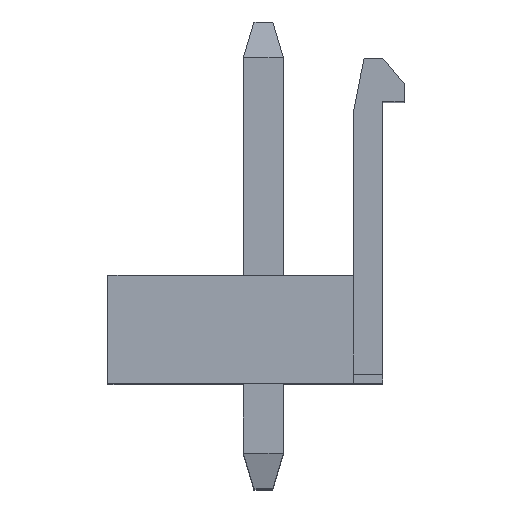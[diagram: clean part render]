
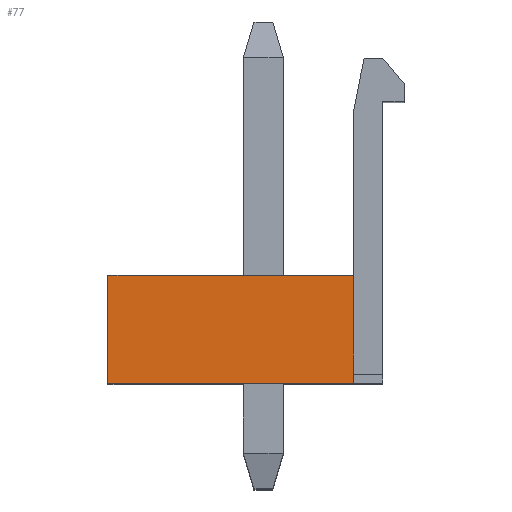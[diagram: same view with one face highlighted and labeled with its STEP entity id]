
A CAD part, top view. The second image highlights one B-rep face of the part: STEP entity #77.
In plain terms, the highlighted planar face has unit normal (0, 0, 1).
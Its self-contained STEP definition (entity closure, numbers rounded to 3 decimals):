
#77=ADVANCED_FACE('',(#289),#290,.T.);
#289=FACE_OUTER_BOUND('',#643,.T.);
#290=PLANE('',#644);
#643=EDGE_LOOP('',(#1240,#1241,#1242,#1243));
#644=AXIS2_PLACEMENT_3D('',#1244,#1245,#1246);
#1240=ORIENTED_EDGE('',*,*,#2400,.T.);
#1241=ORIENTED_EDGE('',*,*,#2371,.T.);
#1242=ORIENTED_EDGE('',*,*,#2401,.T.);
#1243=ORIENTED_EDGE('',*,*,#2249,.F.);
#1244=CARTESIAN_POINT('',(0.0,0.0,13.86));
#1245=DIRECTION('',(0.0,0.0,1.0));
#1246=DIRECTION('',(1.0,0.0,0.0));
#2249=EDGE_CURVE('',#2657,#2659,#2660,.T.);
#2371=EDGE_CURVE('',#2882,#2880,#2883,.T.);
#2400=EDGE_CURVE('',#2657,#2882,#2928,.T.);
#2401=EDGE_CURVE('',#2880,#2659,#2929,.T.);
#2657=VERTEX_POINT('',#3316);
#2659=VERTEX_POINT('',#3319);
#2660=LINE('',#3320,#3321);
#2880=VERTEX_POINT('',#3661);
#2882=VERTEX_POINT('',#3664);
#2883=LINE('',#3665,#3666);
#2928=LINE('',#3739,#3740);
#2929=LINE('',#3741,#3742);
#3316=CARTESIAN_POINT('',(0.0,1.37,13.86));
#3319=CARTESIAN_POINT('',(7.0,1.37,13.86));
#3320=CARTESIAN_POINT('',(0.0,1.37,13.86));
#3321=VECTOR('',#4365,7.0);
#3661=CARTESIAN_POINT('',(7.0,-1.7,13.86));
#3664=CARTESIAN_POINT('',(0.0,-1.7,13.86));
#3665=CARTESIAN_POINT('',(0.0,-1.7,13.86));
#3666=VECTOR('',#4487,7.0);
#3739=CARTESIAN_POINT('',(0.0,1.37,13.86));
#3740=VECTOR('',#4516,3.07);
#3741=CARTESIAN_POINT('',(7.0,-1.7,13.86));
#3742=VECTOR('',#4517,3.07);
#4365=DIRECTION('',(1.0,0.0,0.0));
#4487=DIRECTION('',(1.0,0.0,0.0));
#4516=DIRECTION('',(0.0,-1.0,0.0));
#4517=DIRECTION('',(0.0,1.0,0.0));
